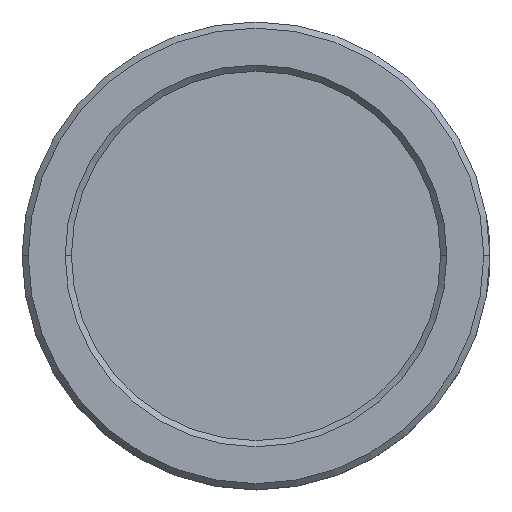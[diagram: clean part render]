
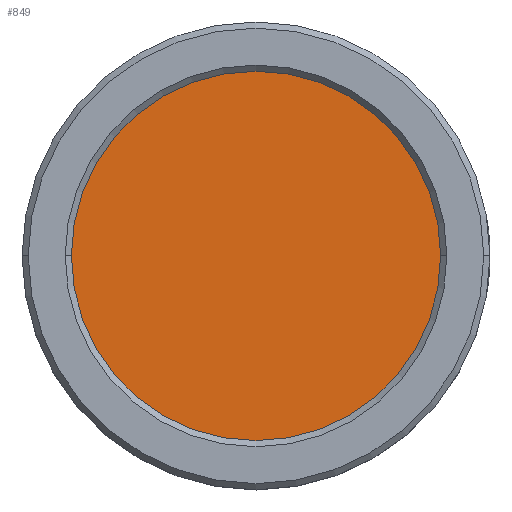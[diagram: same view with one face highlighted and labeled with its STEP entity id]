
A CAD part, top view. The second image highlights one B-rep face of the part: STEP entity #849.
In plain terms, the highlighted planar face has unit normal (0, 0, 1).
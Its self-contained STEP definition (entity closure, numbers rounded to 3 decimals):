
#792=CARTESIAN_POINT('',(0.,0.,10.));
#793=DIRECTION('',(0.,0.,-1.));
#794=DIRECTION('',(-1.,0.,0.));
#795=AXIS2_PLACEMENT_3D('',#792,#793,#794);
#797=CARTESIAN_POINT('',(0.,0.,10.));
#798=DIRECTION('',(0.,0.,-1.));
#799=DIRECTION('',(1.,0.,0.));
#800=AXIS2_PLACEMENT_3D('',#797,#798,#799);
#806=CARTESIAN_POINT('',(-15.,0.,10.));
#807=CARTESIAN_POINT('',(15.,0.,10.));
#808=VERTEX_POINT('',#806);
#809=VERTEX_POINT('',#807);
#840=CARTESIAN_POINT('',(0.,0.,10.));
#841=DIRECTION('',(0.,0.,-1.));
#842=DIRECTION('',(-1.,0.,0.));
#843=AXIS2_PLACEMENT_3D('',#840,#841,#842);
#844=PLANE('',#843);
#845=ORIENTED_EDGE('',*,*,#834,.T.);
#846=ORIENTED_EDGE('',*,*,#819,.T.);
#847=EDGE_LOOP('',(#845,#846));
#848=FACE_OUTER_BOUND('',#847,.F.);
#849=ADVANCED_FACE('',(#848),#844,.F.);
#796=CIRCLE('',#795,15.);
#801=CIRCLE('',#800,15.);
#819=EDGE_CURVE('',#809,#808,#801,.T.);
#834=EDGE_CURVE('',#808,#809,#796,.T.);
